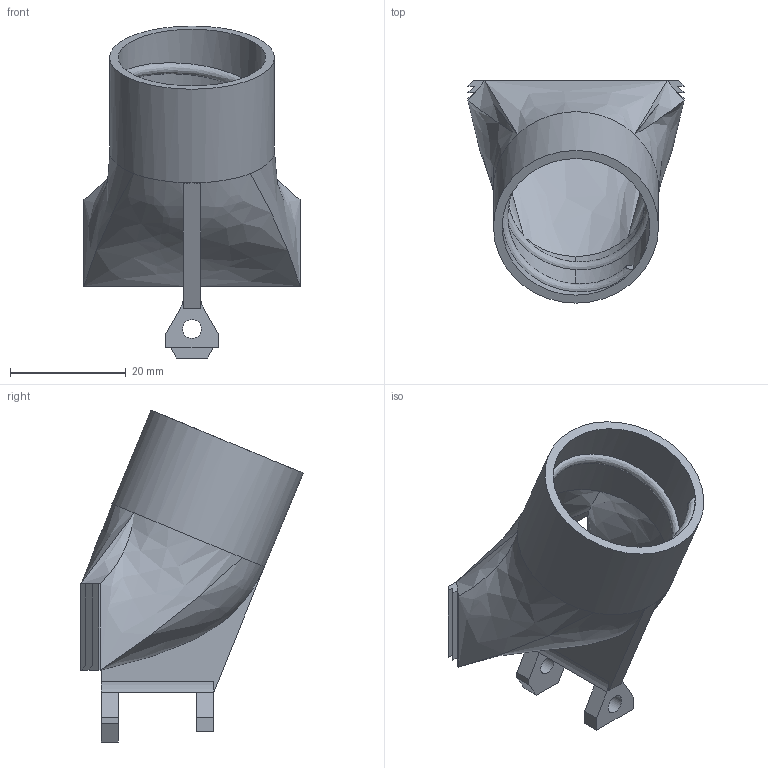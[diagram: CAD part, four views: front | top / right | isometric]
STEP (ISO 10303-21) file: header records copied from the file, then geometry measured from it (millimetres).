
FILE_DESCRIPTION(/* description */ (''),/* implementation_level */ '2;1');
FILE_NAME(/* name */ 'Pellet Burner tube adapter.step',/* time_stamp */ '2025-04-03T01:21:12-07:00',/* author */ (''),/* organization */ (''),/* preprocessor_version */ 'ST-DEVELOPER v20.1',/* originating_system */ 'Autodesk Translation Framework v14.4.0.0',/* authorisation */ '');
FILE_SCHEMA (('AUTOMOTIVE_DESIGN { 1 0 10303 214 3 1 1 }'));
Length unit declared in the file: millimetre
Products named in the file (2): Pellet Burner; Toolhead
Assembly tree (1 placements, depth 2):
  Pellet Burner
    Toolhead
Bounding box: 37.3 x 38.4 x 57.3 mm (x, y, z)
Volume: 8803.6 mm3; surface area: 8676.4 mm2
Topology: 1 solids, 1 shells, 67 faces, 191 edges, 123 vertices
Faces by surface type: plane 46, bspline 11, cylinder 10
Full cylindrical faces by diameter (mm): 3.25 x2, 25.5 x2, 28.5 x1
Entity records: 2812 total; most frequent: CARTESIAN_POINT 1032, ORIENTED_EDGE 374, DIRECTION 300, EDGE_CURVE 187, LINE 130, VECTOR 130, VERTEX_POINT 122, AXIS2_PLACEMENT_3D 85
